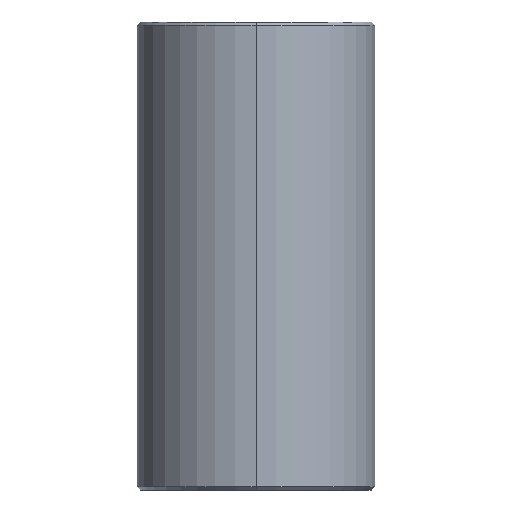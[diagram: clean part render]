
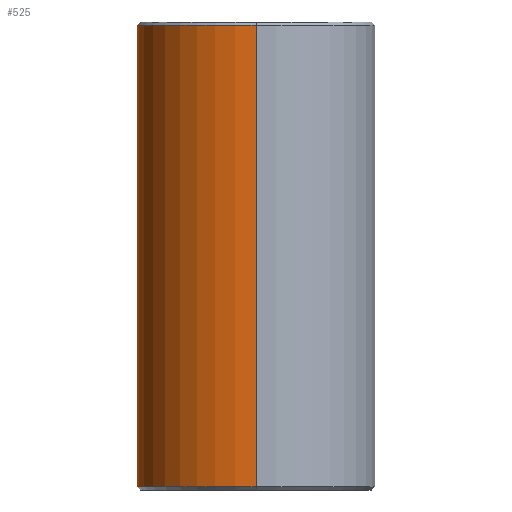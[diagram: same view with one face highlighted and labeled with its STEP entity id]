
A CAD part, left-side view. The second image highlights one B-rep face of the part: STEP entity #525.
In plain terms, the highlighted cylindrical face has radius 7.5 mm (diameter 15 mm), a partial arc.
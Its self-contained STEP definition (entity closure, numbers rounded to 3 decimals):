
#21 = EDGE_LOOP ( 'NONE', ( #350, #348, #41, #592 ) ) ;
#23 = EDGE_CURVE ( 'NONE', #450, #429, #94, .T. ) ;
#36 = EDGE_CURVE ( 'NONE', #484, #429, #457, .T. ) ;
#41 = ORIENTED_EDGE ( 'NONE', *, *, #36, .T. ) ;
#62 = CIRCLE ( 'NONE', #329, 7.5 ) ;
#69 = VECTOR ( 'NONE', #136, 1000. ) ;
#94 = LINE ( 'NONE', #646, #69 ) ;
#135 = CYLINDRICAL_SURFACE ( 'NONE', #194, 7.5 ) ;
#136 = DIRECTION ( 'NONE',  ( 0., 0., -1. ) ) ;
#194 = AXIS2_PLACEMENT_3D ( 'NONE', #622, #656, #626 ) ;
#207 = FACE_OUTER_BOUND ( 'NONE', #21, .T. ) ;
#255 = DIRECTION ( 'NONE',  ( 0., 0., -1. ) ) ;
#272 = VECTOR ( 'NONE', #255, 1000. ) ;
#280 = CARTESIAN_POINT ( 'NONE',  ( 0., 0., 0.2 ) ) ;
#329 = AXIS2_PLACEMENT_3D ( 'NONE', #422, #423, #426 ) ;
#338 = DIRECTION ( 'NONE',  ( 1., 0., 0. ) ) ;
#348 = ORIENTED_EDGE ( 'NONE', *, *, #365, .T. ) ;
#350 = ORIENTED_EDGE ( 'NONE', *, *, #709, .T. ) ;
#365 = EDGE_CURVE ( 'NONE', #524, #484, #421, .T. ) ;
#421 = LINE ( 'NONE', #590, #272 ) ;
#422 = CARTESIAN_POINT ( 'NONE',  ( 0., 0., 29.3 ) ) ;
#423 = DIRECTION ( 'NONE',  ( 0., 0., -1. ) ) ;
#426 = DIRECTION ( 'NONE',  ( 1., 0., 0. ) ) ;
#429 = VERTEX_POINT ( 'NONE', #517 ) ;
#450 = VERTEX_POINT ( 'NONE', #597 ) ;
#457 = CIRCLE ( 'NONE', #499, 7.5 ) ;
#484 = VERTEX_POINT ( 'NONE', #613 ) ;
#499 = AXIS2_PLACEMENT_3D ( 'NONE', #280, #693, #338 ) ;
#517 = CARTESIAN_POINT ( 'NONE',  ( -7.5, 0., 0.2 ) ) ;
#524 = VERTEX_POINT ( 'NONE', #585 ) ;
#525 = ADVANCED_FACE ( 'NONE', ( #207 ), #135, .T. ) ;
#585 = CARTESIAN_POINT ( 'NONE',  ( 7.5, 0., 29.3 ) ) ;
#590 = CARTESIAN_POINT ( 'NONE',  ( 7.5, 0., 29.5 ) ) ;
#592 = ORIENTED_EDGE ( 'NONE', *, *, #23, .F. ) ;
#597 = CARTESIAN_POINT ( 'NONE',  ( -7.5, 0., 29.3 ) ) ;
#613 = CARTESIAN_POINT ( 'NONE',  ( 7.5, 0., 0.2 ) ) ;
#622 = CARTESIAN_POINT ( 'NONE',  ( 0., 0., 29.5 ) ) ;
#626 = DIRECTION ( 'NONE',  ( -1., 0., 0. ) ) ;
#646 = CARTESIAN_POINT ( 'NONE',  ( -7.5, 0., 29.5 ) ) ;
#656 = DIRECTION ( 'NONE',  ( 0., 0., -1. ) ) ;
#693 = DIRECTION ( 'NONE',  ( 0., 0., 1. ) ) ;
#709 = EDGE_CURVE ( 'NONE', #450, #524, #62, .T. ) ;
